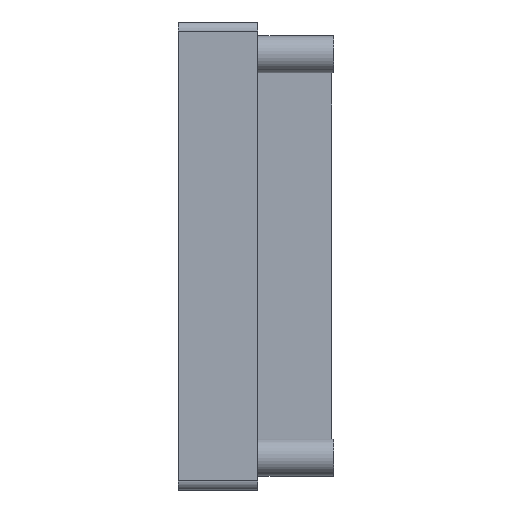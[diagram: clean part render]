
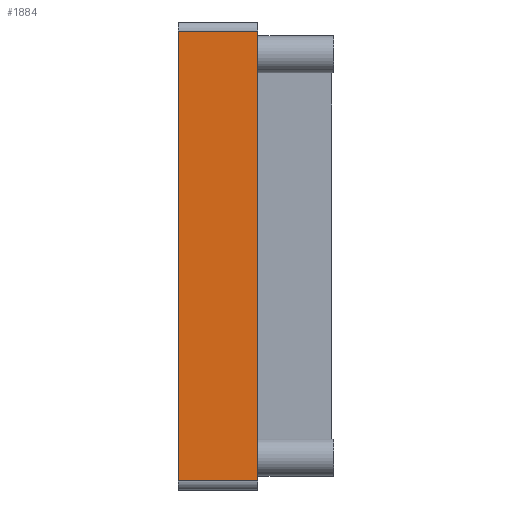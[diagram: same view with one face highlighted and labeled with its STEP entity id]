
A CAD part, left-side view. The second image highlights one B-rep face of the part: STEP entity #1884.
In plain terms, the highlighted planar face has unit normal (-1, 0, 0).
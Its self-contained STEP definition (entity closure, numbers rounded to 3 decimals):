
#94=PLANE('',#2062);
#187=FACE_OUTER_BOUND('',#298,.T.);
#298=EDGE_LOOP('',(#1745,#1746,#1747,#1748));
#339=LINE('',#2718,#540);
#411=LINE('',#2920,#612);
#500=LINE('',#3134,#701);
#501=LINE('',#3136,#702);
#540=VECTOR('',#2169,10.);
#612=VECTOR('',#2351,10.);
#701=VECTOR('',#2586,10.);
#702=VECTOR('',#2589,10.);
#823=VERTEX_POINT('',#2715);
#824=VERTEX_POINT('',#2717);
#898=VERTEX_POINT('',#2917);
#899=VERTEX_POINT('',#2919);
#1010=EDGE_CURVE('',#823,#824,#339,.T.);
#1112=EDGE_CURVE('',#899,#898,#411,.T.);
#1220=EDGE_CURVE('',#899,#823,#500,.T.);
#1221=EDGE_CURVE('',#824,#898,#501,.T.);
#1745=ORIENTED_EDGE('',*,*,#1220,.F.);
#1746=ORIENTED_EDGE('',*,*,#1112,.T.);
#1747=ORIENTED_EDGE('',*,*,#1221,.F.);
#1748=ORIENTED_EDGE('',*,*,#1010,.F.);
#1884=ADVANCED_FACE('',(#187),#94,.T.);
#2062=AXIS2_PLACEMENT_3D('',#3135,#2587,#2588);
#2169=DIRECTION('',(0.,0.,1.));
#2351=DIRECTION('',(0.,0.,1.));
#2586=DIRECTION('',(0.,1.,0.));
#2587=DIRECTION('center_axis',(-1.,0.,0.));
#2588=DIRECTION('ref_axis',(0.,0.,1.));
#2589=DIRECTION('',(0.,-1.,0.));
#2715=CARTESIAN_POINT('',(0.,17.2,-99.));
#2717=CARTESIAN_POINT('',(0.,17.2,-2.));
#2718=CARTESIAN_POINT('',(0.,17.2,-101.));
#2917=CARTESIAN_POINT('',(0.,0.,-2.));
#2919=CARTESIAN_POINT('',(0.,0.,-99.));
#2920=CARTESIAN_POINT('',(0.,0.,-101.));
#3134=CARTESIAN_POINT('',(0.,0.,-99.));
#3135=CARTESIAN_POINT('Origin',(0.,0.,-101.));
#3136=CARTESIAN_POINT('',(0.,0.,-2.));
